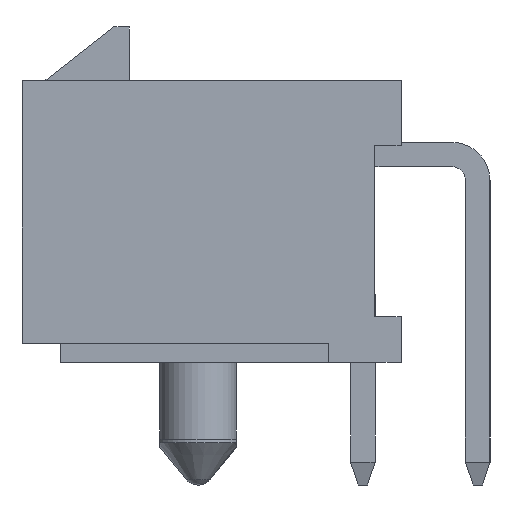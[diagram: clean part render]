
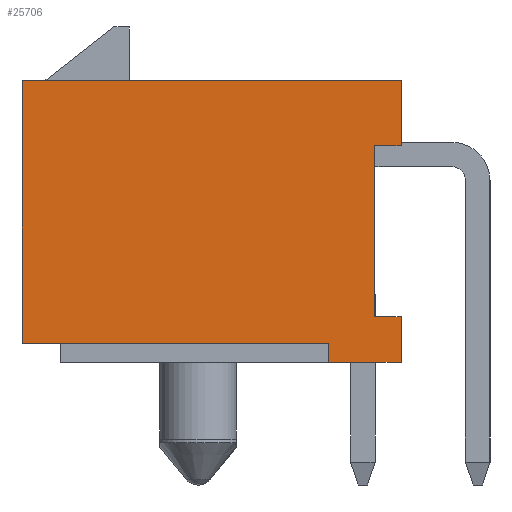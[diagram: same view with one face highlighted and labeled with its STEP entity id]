
A CAD part, left-side view. The second image highlights one B-rep face of the part: STEP entity #25706.
In plain terms, the highlighted planar face has unit normal (-1, 0, 0).
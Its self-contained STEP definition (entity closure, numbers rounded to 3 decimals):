
#2327=ORIENTED_EDGE('',*,*,#7056,.F.);
#2328=ORIENTED_EDGE('',*,*,#6860,.T.);
#2329=ORIENTED_EDGE('',*,*,#7131,.T.);
#2330=ORIENTED_EDGE('',*,*,#7132,.T.);
#2331=ORIENTED_EDGE('',*,*,#7133,.T.);
#2332=ORIENTED_EDGE('',*,*,#7134,.T.);
#2333=ORIENTED_EDGE('',*,*,#7135,.T.);
#2334=ORIENTED_EDGE('',*,*,#6916,.F.);
#2335=ORIENTED_EDGE('',*,*,#6911,.T.);
#2336=ORIENTED_EDGE('',*,*,#7136,.T.);
#6860=EDGE_CURVE('',#9271,#9270,#11070,.T.);
#6911=EDGE_CURVE('',#9309,#9311,#11121,.T.);
#6916=EDGE_CURVE('',#9309,#9314,#11126,.T.);
#7056=EDGE_CURVE('',#9271,#9405,#11257,.T.);
#7131=EDGE_CURVE('',#9270,#9460,#11332,.T.);
#7132=EDGE_CURVE('',#9460,#9461,#11333,.T.);
#7133=EDGE_CURVE('',#9461,#9462,#11334,.T.);
#7134=EDGE_CURVE('',#9462,#9463,#11335,.T.);
#7135=EDGE_CURVE('',#9463,#9314,#11336,.T.);
#7136=EDGE_CURVE('',#9311,#9405,#11337,.T.);
#9270=VERTEX_POINT('',#35029);
#9271=VERTEX_POINT('',#35031);
#9309=VERTEX_POINT('',#35132);
#9311=VERTEX_POINT('',#35136);
#9314=VERTEX_POINT('',#35146);
#9405=VERTEX_POINT('',#35406);
#9460=VERTEX_POINT('',#35564);
#9461=VERTEX_POINT('',#35566);
#9462=VERTEX_POINT('',#35568);
#9463=VERTEX_POINT('',#35570);
#11070=LINE('',#35030,#13523);
#11121=LINE('',#35137,#13574);
#11126=LINE('',#35147,#13579);
#11257=LINE('',#35412,#13710);
#11332=LINE('',#35563,#13785);
#11333=LINE('',#35565,#13786);
#11334=LINE('',#35567,#13787);
#11335=LINE('',#35569,#13788);
#11336=LINE('',#35571,#13789);
#11337=LINE('',#35572,#13790);
#13523=VECTOR('',#29592,1000.);
#13574=VECTOR('',#29673,1000.);
#13579=VECTOR('',#29682,1000.);
#13710=VECTOR('',#29881,1000.);
#13785=VECTOR('',#30002,1000.);
#13786=VECTOR('',#30003,1000.);
#13787=VECTOR('',#30004,1000.);
#13788=VECTOR('',#30005,1000.);
#13789=VECTOR('',#30006,1000.);
#13790=VECTOR('',#30007,1000.);
#15334=EDGE_LOOP('',(#2327,#2328,#2329,#2330,#2331,#2332,#2333,#2334,#2335,
#2336));
#16425=FACE_BOUND('',#15334,.T.);
#17440=PLANE('',#26885);
#25706=ADVANCED_FACE('',(#16425),#17440,.T.);
#26885=AXIS2_PLACEMENT_3D('',#35562,#30000,#30001);
#29592=DIRECTION('',(0.,-1.,0.));
#29673=DIRECTION('',(0.,0.,-1.));
#29682=DIRECTION('',(0.,-1.,0.));
#29881=DIRECTION('',(0.,0.,-1.));
#30000=DIRECTION('',(-1.,0.,0.));
#30001=DIRECTION('',(0.,0.,1.));
#30002=DIRECTION('',(0.,0.,-1.));
#30003=DIRECTION('',(0.,-1.,0.));
#30004=DIRECTION('',(0.,0.,1.));
#30005=DIRECTION('',(0.,1.,0.));
#30006=DIRECTION('',(0.,0.,-1.));
#30007=DIRECTION('',(0.,-1.,0.));
#35029=CARTESIAN_POINT('',(-19.85,-1.73,-4.25));
#35030=CARTESIAN_POINT('',(-19.85,2.73,-4.25));
#35031=CARTESIAN_POINT('',(-19.85,2.73,-4.25));
#35132=CARTESIAN_POINT('',(-19.85,3.93,-3.05));
#35136=CARTESIAN_POINT('',(-19.85,3.93,-4.95));
#35137=CARTESIAN_POINT('',(-19.85,3.93,-3.05));
#35146=CARTESIAN_POINT('',(-19.85,3.43,-3.05));
#35147=CARTESIAN_POINT('',(-19.85,3.93,-3.05));
#35406=CARTESIAN_POINT('',(-19.85,2.73,-4.95));
#35412=CARTESIAN_POINT('',(-19.85,2.73,-3.95));
#35562=CARTESIAN_POINT('',(-19.85,0.,0.));
#35563=CARTESIAN_POINT('',(-19.85,-1.73,-3.95));
#35564=CARTESIAN_POINT('',(-19.85,-1.73,-4.95));
#35565=CARTESIAN_POINT('',(-19.85,3.43,-4.95));
#35566=CARTESIAN_POINT('',(-19.85,-3.43,-4.95));
#35567=CARTESIAN_POINT('',(-19.85,-3.43,-4.95));
#35568=CARTESIAN_POINT('',(-19.85,-3.43,4.95));
#35569=CARTESIAN_POINT('',(-19.85,-3.43,4.95));
#35570=CARTESIAN_POINT('',(-19.85,3.43,4.95));
#35571=CARTESIAN_POINT('',(-19.85,3.43,4.95));
#35572=CARTESIAN_POINT('',(-19.85,3.43,-4.95));
